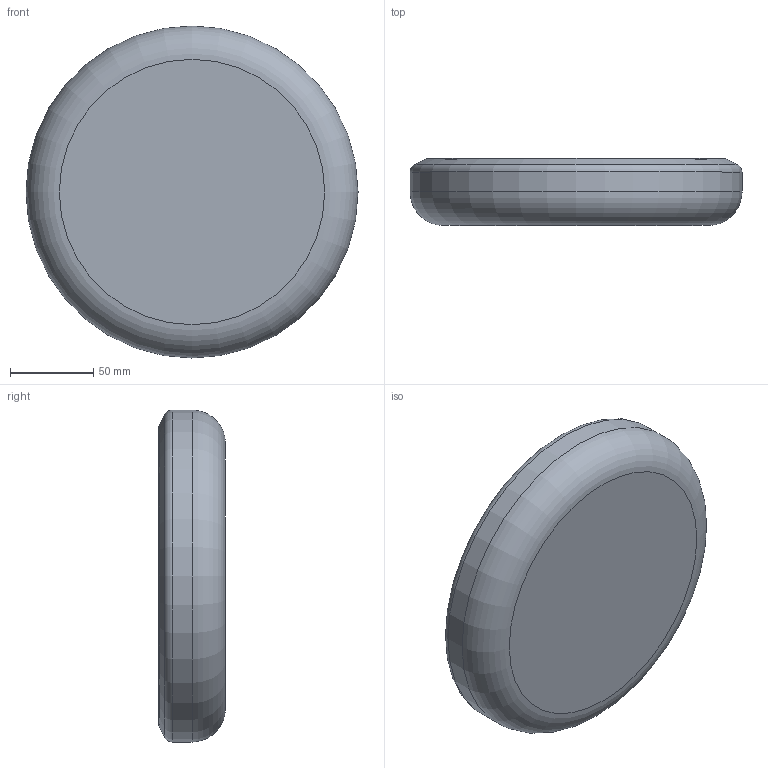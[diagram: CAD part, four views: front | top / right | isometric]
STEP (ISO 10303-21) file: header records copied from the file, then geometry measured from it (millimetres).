
FILE_DESCRIPTION(/* description */ (''),/* implementation_level */ '2;1');
FILE_NAME(/* name */ 'pltr v18.stp',/* time_stamp */ '2021-10-12T21:22:51+01:00',/* author */ (''),/* organization */ (''),/* preprocessor_version */ 'ST-DEVELOPER v18.1',/* originating_system */ 'Autodesk Translation Framework v10.10.0.1391',/* authorisation */ '');
FILE_SCHEMA (('AUTOMOTIVE_DESIGN { 1 0 10303 214 3 1 1 }'));
Length unit declared in the file: millimetre
Products named in the file (2): pltr; player
Assembly tree (1 placements, depth 2):
  pltr
    player
Bounding box: 198.91 x 40 x 198.91 mm (x, y, z)
Volume: 381912.9 mm3; surface area: 96899.4 mm2
Topology: 1 solids, 1 shells, 9 faces, 18 edges, 12 vertices
Faces by surface type: torus 3, plane 3, cylinder 2, cone 1
Full cylindrical faces by diameter (mm): 175 x1, 198.913 x1
Entity records: 307 total; most frequent: DIRECTION 57, CARTESIAN_POINT 42, ORIENTED_EDGE 36, AXIS2_PLACEMENT_3D 27, EDGE_CURVE 18, CIRCLE 15, VERTEX_POINT 12, EDGE_LOOP 10
